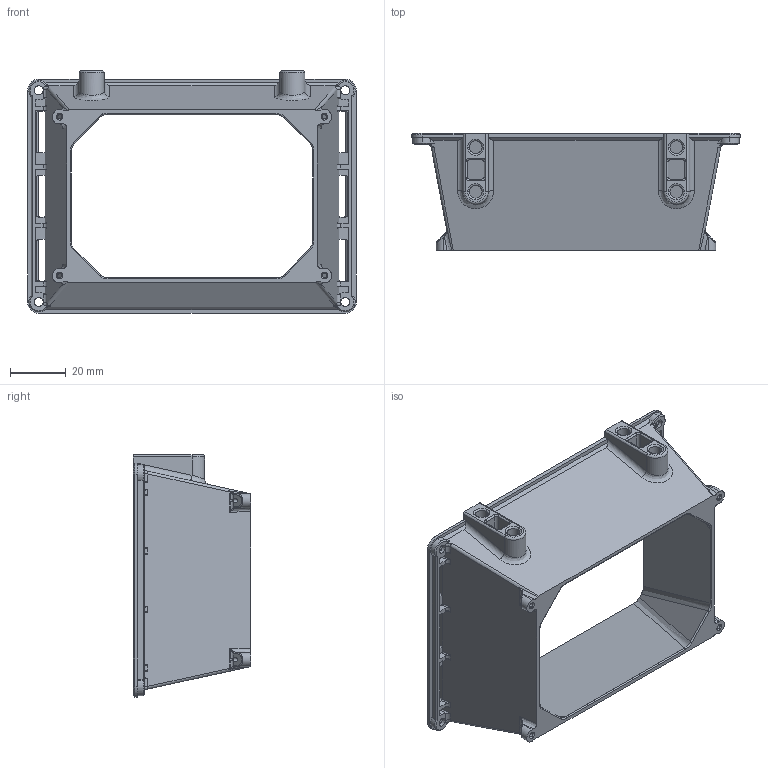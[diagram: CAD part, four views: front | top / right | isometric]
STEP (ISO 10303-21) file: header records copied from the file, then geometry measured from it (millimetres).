
FILE_DESCRIPTION (( 'STEP AP203' ), '1' );
FILE_NAME ('25c-p001f2 reflector box housing snapfit.step', '2025-12-18T05:42:29', ( '' ), ( '' ), '', '', '' );
FILE_SCHEMA (( 'CONFIG_CONTROL_DESIGN' ));
Length unit declared in the file: millimetre
Products named in the file (1): 25c-p001f2 reflector box housing snapfit
Bounding box: 118 x 42 x 87 mm (x, y, z)
Volume: 35769.7 mm3; surface area: 34465.1 mm2
Topology: 1 solids, 1 shells, 465 faces, 1247 edges, 776 vertices
Faces by surface type: cylinder 208, plane 131, bspline 78, cone 30, torus 18
Entity records: 17516 total; most frequent: CARTESIAN_POINT 6701, ORIENTED_EDGE 2478, DIRECTION 2013, EDGE_CURVE 1239, VERTEX_POINT 776, AXIS2_PLACEMENT_3D 726, VECTOR 561, LINE 561
